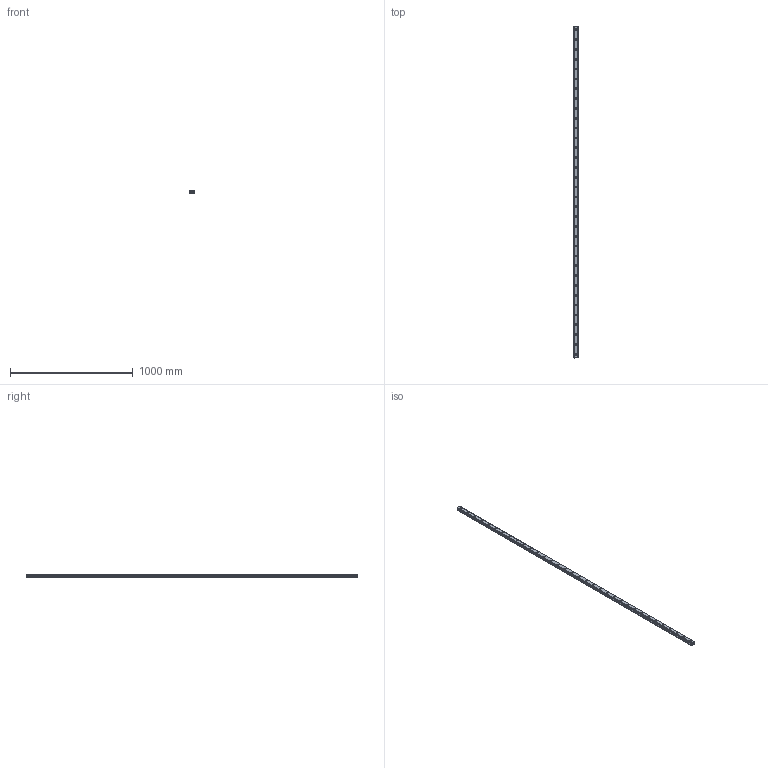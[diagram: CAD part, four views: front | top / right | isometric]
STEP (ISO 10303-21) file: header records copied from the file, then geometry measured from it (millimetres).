
FILE_DESCRIPTION(('STEP AP214'),'1');
FILE_NAME('cctmp_25360395-0285-4E67-966C-305C70002130_2021_02_12_15_46_26_0400..stp','2021-02-12T14:46:26',('HIWIN GmbH'),('CADClick - www.CADClick.com'),'Spatial InterOp 3D',' ','unknown authorization');
FILE_SCHEMA(('AUTOMOTIVE_DESIGN'));
Length unit declared in the file: millimetre
Products named in the file (1): EGR35R2700C_FILE
Bounding box: 34 x 2700 x 27.5 mm (x, y, z)
Volume: 2125368.6 mm3; surface area: 378808.1 mm2
Topology: 1 solids, 1 shells, 413 faces, 915 edges, 610 vertices
Faces by surface type: cylinder 222, plane 191
Entity records: 14921 total; most frequent: DIRECTION 2187, CARTESIAN_POINT 1939, ORIENTED_EDGE 1830, EDGE_CURVE 915, AXIS2_PLACEMENT_3D 858, VERTEX_POINT 610, EDGE_LOOP 519, LINE 471
